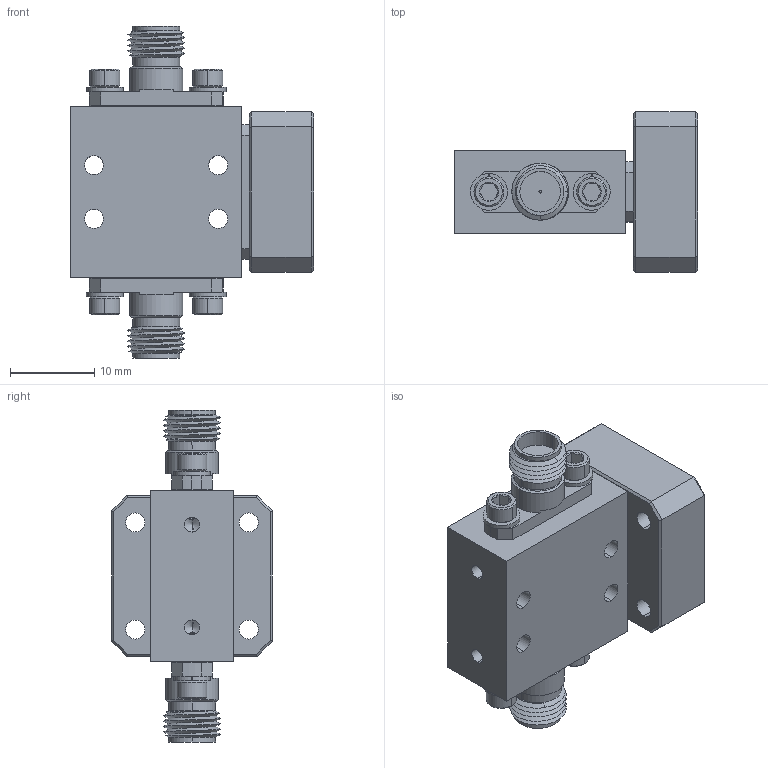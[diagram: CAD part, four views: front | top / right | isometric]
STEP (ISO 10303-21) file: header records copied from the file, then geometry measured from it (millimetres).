
FILE_DESCRIPTION (( 'STEP AP203' ), '1' );
FILE_NAME ('SFS-27340315-28SFSF-N1-M.STEP', '2018-10-17T17:43:58', ( '' ), ( '' ), 'SwSTEP 2.0', 'SolidWorks 2016', '' );
FILE_SCHEMA (( 'CONFIG_CONTROL_DESIGN' ));
Length unit declared in the file: inch
Products named in the file (1): SFS-27340315-28SFSF-N1-M
Bounding box: 28.83 x 19.05 x 39.37 mm (x, y, z)
Volume: 7236.2 mm3; surface area: 6209.1 mm2
Topology: 15 solids, 15 shells, 751 faces, 1950 edges, 1238 vertices
Faces by surface type: cylinder 458, plane 167, cone 106, bspline 16, torus 4
Entity records: 32127 total; most frequent: CARTESIAN_POINT 15692, ORIENTED_EDGE 3868, DIRECTION 3000, EDGE_CURVE 1934, VERTEX_POINT 1238, AXIS2_PLACEMENT_3D 1104, EDGE_LOOP 824, LINE 792
